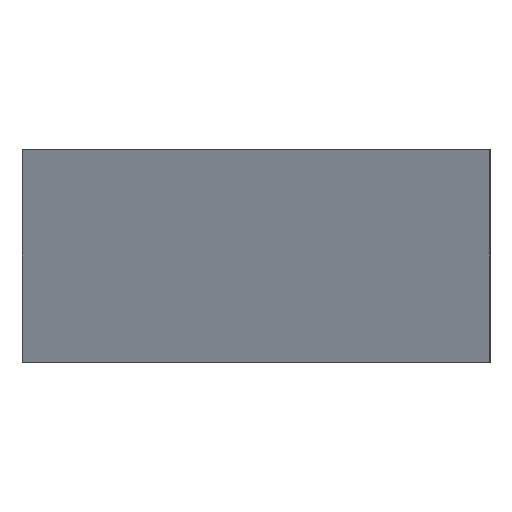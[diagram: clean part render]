
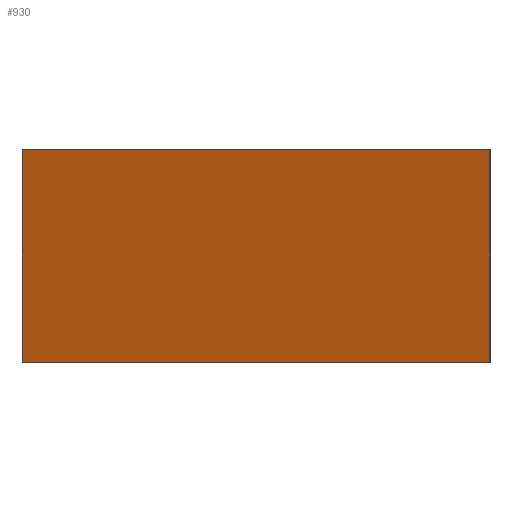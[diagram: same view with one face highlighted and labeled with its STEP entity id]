
A CAD part, left-side view. The second image highlights one B-rep face of the part: STEP entity #930.
In plain terms, the highlighted planar face has unit normal (-0.91, 0.414, 0).
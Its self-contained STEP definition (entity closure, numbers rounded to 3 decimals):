
#26 = VERTEX_POINT ( 'NONE', #1055 ) ;
#53 = DIRECTION ( 'NONE',  ( 0.414, 0.91, 0. ) ) ;
#57 = VECTOR ( 'NONE', #53, 1000. ) ;
#81 = AXIS2_PLACEMENT_3D ( 'NONE', #599, #1029, #1041 ) ;
#167 = CARTESIAN_POINT ( 'NONE',  ( 25., 55., -12.5 ) ) ;
#170 = DIRECTION ( 'NONE',  ( 0.414, 0.91, 0. ) ) ;
#172 = VECTOR ( 'NONE', #671, 1000. ) ;
#173 = DIRECTION ( 'NONE',  ( 0., 0., -1. ) ) ;
#176 = ORIENTED_EDGE ( 'NONE', *, *, #810, .F. ) ;
#236 = CARTESIAN_POINT ( 'NONE',  ( 0., 0., -12.5 ) ) ;
#259 = LINE ( 'NONE', #777, #846 ) ;
#341 = VECTOR ( 'NONE', #170, 1000. ) ;
#404 = CARTESIAN_POINT ( 'NONE',  ( 25., 55., 12.5 ) ) ;
#411 = FACE_OUTER_BOUND ( 'NONE', #1070, .T. ) ;
#421 = LINE ( 'NONE', #236, #57 ) ;
#423 = EDGE_CURVE ( 'NONE', #26, #939, #259, .T. ) ;
#455 = VERTEX_POINT ( 'NONE', #167 ) ;
#503 = EDGE_CURVE ( 'NONE', #996, #455, #754, .T. ) ;
#505 = CARTESIAN_POINT ( 'NONE',  ( 25., 55., 12.5 ) ) ;
#599 = CARTESIAN_POINT ( 'NONE',  ( 0., 0., 12.5 ) ) ;
#624 = LINE ( 'NONE', #1059, #341 ) ;
#671 = DIRECTION ( 'NONE',  ( 0., 0., -1. ) ) ;
#672 = ORIENTED_EDGE ( 'NONE', *, *, #503, .T. ) ;
#754 = LINE ( 'NONE', #505, #172 ) ;
#777 = CARTESIAN_POINT ( 'NONE',  ( 0., 0., 12.5 ) ) ;
#778 = ORIENTED_EDGE ( 'NONE', *, *, #1037, .T. ) ;
#810 = EDGE_CURVE ( 'NONE', #939, #455, #421, .T. ) ;
#846 = VECTOR ( 'NONE', #173, 1000. ) ;
#925 = PLANE ( 'NONE',  #81 ) ;
#930 = ADVANCED_FACE ( 'NONE', ( #411 ), #925, .T. ) ;
#939 = VERTEX_POINT ( 'NONE', #951 ) ;
#951 = CARTESIAN_POINT ( 'NONE',  ( 0., 0., -12.5 ) ) ;
#992 = ORIENTED_EDGE ( 'NONE', *, *, #423, .F. ) ;
#996 = VERTEX_POINT ( 'NONE', #404 ) ;
#1029 = DIRECTION ( 'NONE',  ( -0.91, 0.414, 0. ) ) ;
#1037 = EDGE_CURVE ( 'NONE', #26, #996, #624, .T. ) ;
#1041 = DIRECTION ( 'NONE',  ( -0.414, -0.91, 0. ) ) ;
#1055 = CARTESIAN_POINT ( 'NONE',  ( 0., 0., 12.5 ) ) ;
#1059 = CARTESIAN_POINT ( 'NONE',  ( 0., 0., 12.5 ) ) ;
#1070 = EDGE_LOOP ( 'NONE', ( #176, #992, #778, #672 ) ) ;
